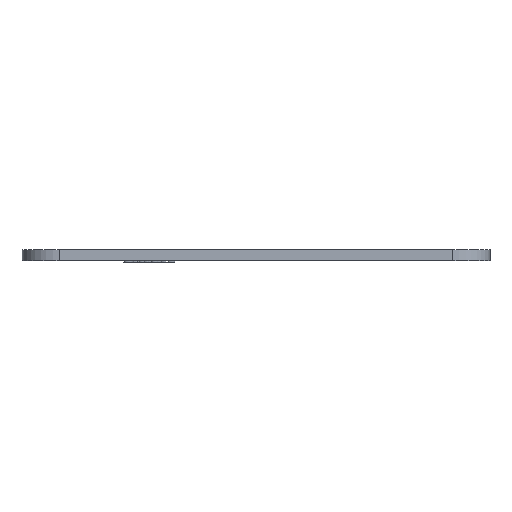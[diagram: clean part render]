
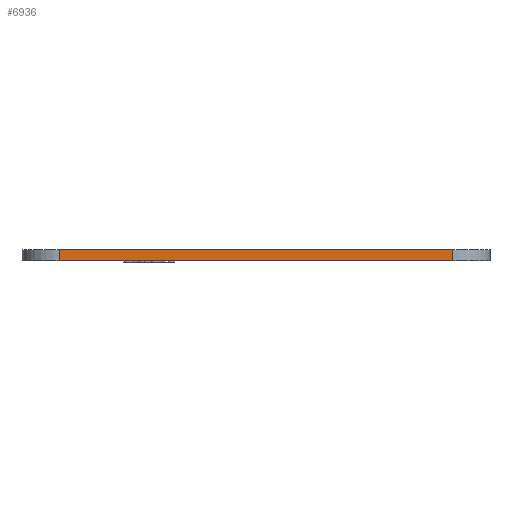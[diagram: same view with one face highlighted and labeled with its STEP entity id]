
A CAD part, front view. The second image highlights one B-rep face of the part: STEP entity #6936.
In plain terms, the highlighted planar face has unit normal (0, -1, 0).
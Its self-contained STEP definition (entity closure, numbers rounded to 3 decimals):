
#1099=FACE_OUTER_BOUND('',#1497,.T.);
#1497=EDGE_LOOP('',(#6369,#6370,#6371,#6372));
#1590=LINE('',#9386,#2165);
#2013=LINE('',#13511,#2588);
#2018=LINE('',#13523,#2593);
#2081=LINE('',#13693,#2656);
#2165=VECTOR('',#7278,10.);
#2588=VECTOR('',#7951,10.);
#2593=VECTOR('',#7964,10.);
#2656=VECTOR('',#8157,10.);
#2780=VERTEX_POINT('',#9382);
#2782=VERTEX_POINT('',#9385);
#3299=VERTEX_POINT('',#13509);
#3301=VERTEX_POINT('',#13519);
#3527=EDGE_CURVE('',#2782,#2780,#1590,.T.);
#4280=EDGE_CURVE('',#3299,#2780,#2013,.T.);
#4286=EDGE_CURVE('',#2782,#3301,#2018,.T.);
#4371=EDGE_CURVE('',#3301,#3299,#2081,.T.);
#6369=ORIENTED_EDGE('',*,*,#4280,.F.);
#6370=ORIENTED_EDGE('',*,*,#4371,.F.);
#6371=ORIENTED_EDGE('',*,*,#4286,.F.);
#6372=ORIENTED_EDGE('',*,*,#3527,.T.);
#6569=PLANE('',#7162);
#6936=ADVANCED_FACE('',(#1099),#6569,.T.);
#7162=AXIS2_PLACEMENT_3D('',#13692,#8155,#8156);
#7278=DIRECTION('',(1.,0.,0.));
#7951=DIRECTION('',(0.,0.,-1.));
#7964=DIRECTION('',(0.,0.,1.));
#8155=DIRECTION('center_axis',(0.,-1.,0.));
#8156=DIRECTION('ref_axis',(1.,0.,0.));
#8157=DIRECTION('',(1.,0.,0.));
#9382=CARTESIAN_POINT('',(45.966,-49.996,0.));
#9385=CARTESIAN_POINT('',(-6.896,-49.996,0.));
#9386=CARTESIAN_POINT('',(-11.896,-49.996,0.));
#13509=CARTESIAN_POINT('',(45.966,-49.996,1.5));
#13511=CARTESIAN_POINT('',(45.966,-49.996,0.));
#13519=CARTESIAN_POINT('',(-6.896,-49.996,1.5));
#13523=CARTESIAN_POINT('',(-6.896,-49.996,0.));
#13692=CARTESIAN_POINT('Origin',(-11.896,-49.996,0.));
#13693=CARTESIAN_POINT('',(-11.896,-49.996,1.5));
